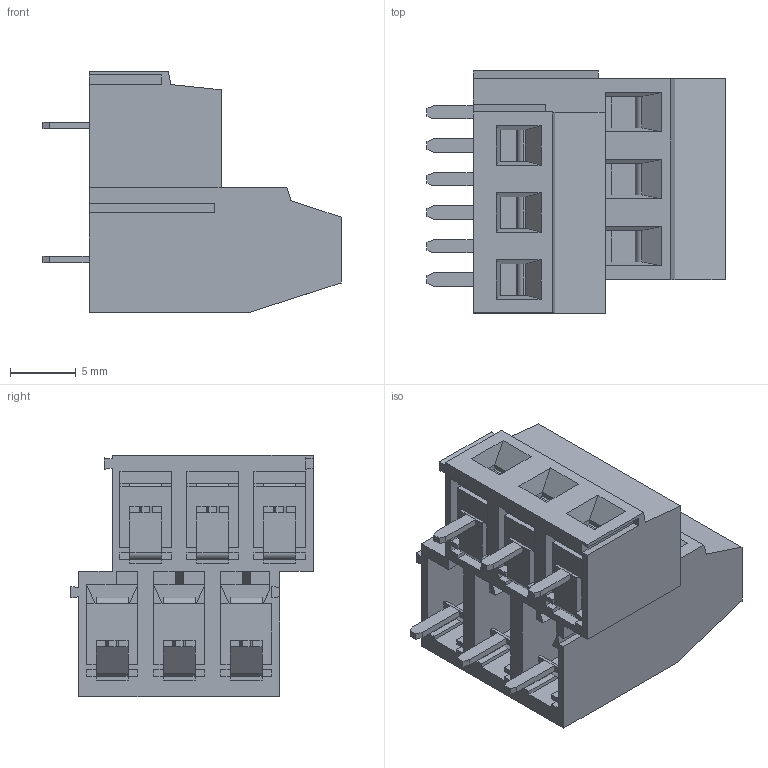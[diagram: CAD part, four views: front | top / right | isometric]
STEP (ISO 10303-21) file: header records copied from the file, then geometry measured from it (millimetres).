
FILE_DESCRIPTION( ( 'Unknown' ), '1' );
FILE_NAME( '691231510006.stp', 'Unknown', ( 'Quentin LAIDEBEUR' ), ( 'WE' ), 'PSStep 15.0.49', 'Sample-box', ' ' );
FILE_SCHEMA( ( 'AUTOMOTIVE_DESIGN { 1 0 10303 214 1 1 1 1 }' ) );
Length unit declared in the file: millimetre
Products named in the file (6): Assem1; 69123151006; 6912315100xx_MASS; 6912315100xx_PIN_SMALL; 6912315100xx_VIS; 6912315100xx_PIN_LONG
Assembly tree (19 placements, depth 2):
  Assem1
    69123151006
    6912315100xx_MASS  x6
    6912315100xx_PIN_SMALL  x3
    6912315100xx_VIS  x6
    6912315100xx_PIN_LONG  x3
Bounding box: 22.6 x 18.38 x 18.3 mm (x, y, z)
Volume: 2436.2 mm3; surface area: 5799 mm2
Topology: 19 solids, 19 shells, 664 faces, 1728 edges, 1107 vertices
Faces by surface type: plane 546, cylinder 118
Full cylindrical faces by diameter (mm): 2.5 x12, 3 x6, 3.5 x12
Entity records: 15836 total; most frequent: CARTESIAN_POINT 2190, ORIENTED_EDGE 2140, DIRECTION 2062, EDGE_CURVE 1070, LINE 924, VECTOR 924, VERTEX_POINT 697, AXIS2_PLACEMENT_3D 569
